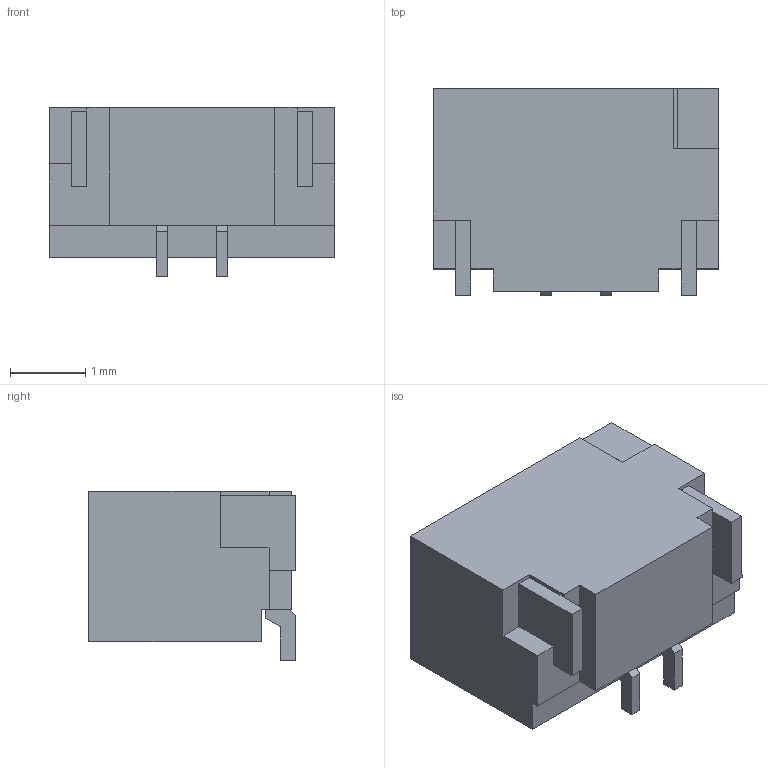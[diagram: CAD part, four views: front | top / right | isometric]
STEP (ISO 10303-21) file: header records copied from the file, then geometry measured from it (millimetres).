
FILE_DESCRIPTION (( 'STEP AP214' ), '1' );
FILE_NAME ('BM02B-SURS-TF.STEP', '2010-06-17T12:54:13', ( ' ' ), ( ' ' ), 'SwSTEP 2.0', 'SolidWorks 2005235', '' );
FILE_SCHEMA (( 'AUTOMOTIVE_DESIGN' ));
Length unit declared in the file: millimetre
Products named in the file (1): BM02B-SURS-TF
Bounding box: 3.8 x 2.75 x 2.25 mm (x, y, z)
Volume: 14.7 mm3; surface area: 60 mm2
Topology: 1 solids, 1 shells, 60 faces, 163 edges, 108 vertices
Faces by surface type: plane 60
Entity records: 2534 total; most frequent: CARTESIAN_POINT 332, ORIENTED_EDGE 326, DIRECTION 285, EDGE_CURVE 163, LINE 163, VECTOR 163, VERTEX_POINT 108, EDGE_LOOP 63
